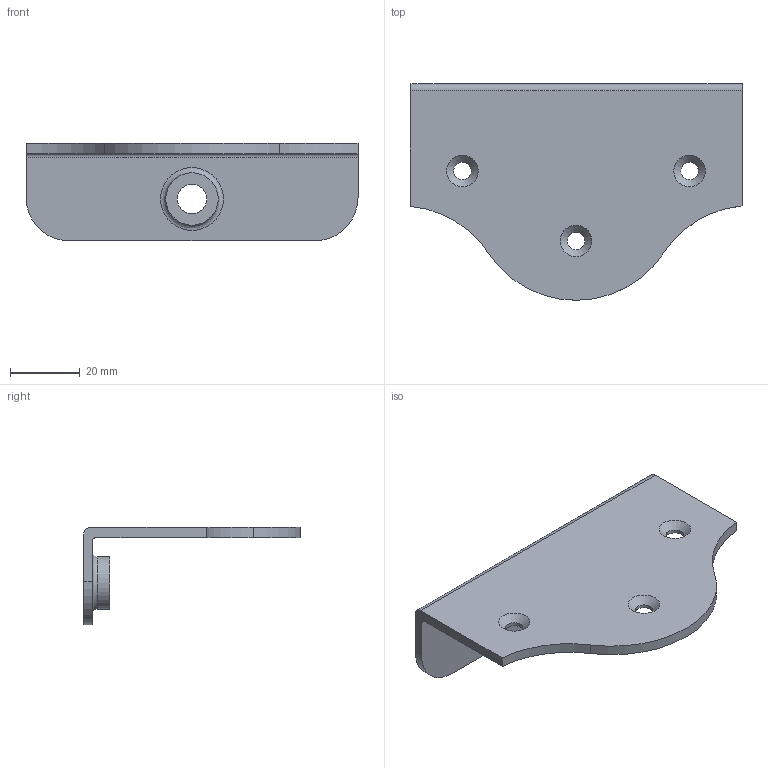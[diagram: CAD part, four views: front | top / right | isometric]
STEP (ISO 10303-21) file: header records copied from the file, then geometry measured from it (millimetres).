
FILE_DESCRIPTION((''),'2;1');
FILE_NAME('37.stp','2009-08-25T14:37:41',('Marc'),(''),'Autodesk Inventor 2010','Autodesk Inventor 2010','');
FILE_SCHEMA(('AUTOMOTIVE_DESIGN { 1 0 10303 214 1 1 1 1 }'));
Length unit declared in the file: millimetre
Products named in the file (1): 37
Bounding box: 95 x 62 x 28 mm (x, y, z)
Volume: 19935.1 mm3; surface area: 15055.7 mm2
Topology: 1 solids, 1 shells, 24 faces, 63 edges, 42 vertices
Faces by surface type: cylinder 11, plane 8, cone 3, bspline 2
Full cylindrical faces by diameter (mm): 5 x3, 15 x1
Entity records: 769 total; most frequent: CARTESIAN_POINT 174, DIRECTION 124, ORIENTED_EDGE 100, AXIS2_PLACEMENT_3D 51, EDGE_CURVE 50, EDGE_LOOP 42, VERTEX_POINT 38, CIRCLE 28
